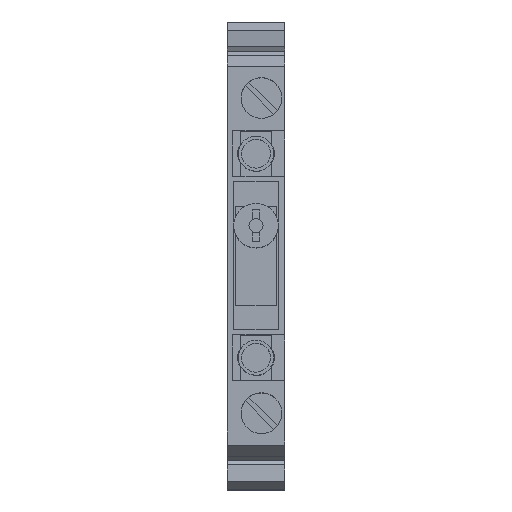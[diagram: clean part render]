
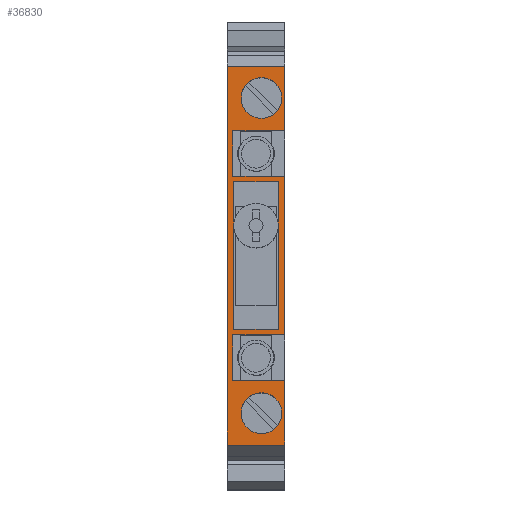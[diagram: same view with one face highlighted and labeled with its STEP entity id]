
A CAD part, top view. The second image highlights one B-rep face of the part: STEP entity #36830.
In plain terms, the highlighted face is planar.
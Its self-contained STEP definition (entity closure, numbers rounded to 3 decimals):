
#1230=CARTESIAN_POINT('',(-168.126,4.55,8.15));
#1240=VERTEX_POINT('',#1230);
#1270=CARTESIAN_POINT('',(-127.061,4.55,8.15));
#1280=DIRECTION('',(-1.,0.,0.));
#1290=VECTOR('',#1280,1.);
#1300=LINE('',#1270,#1290);
#1310=CARTESIAN_POINT('',(-158.951,4.55,8.15));
#1320=VERTEX_POINT('',#1310);
#1330=EDGE_CURVE('',#1320,#1240,#1300,.T.);
#1550=CARTESIAN_POINT('',(-152.451,4.55,8.15));
#1560=VERTEX_POINT('',#1550);
#1590=CARTESIAN_POINT('',(-127.061,4.55,8.15));
#1600=DIRECTION('',(1.,0.,0.));
#1610=VECTOR('',#1600,1.);
#1620=LINE('',#1590,#1610);
#1630=CARTESIAN_POINT('',(-129.931,4.55,8.15));
#1640=VERTEX_POINT('',#1630);
#1650=EDGE_CURVE('',#1560,#1640,#1620,.T.);
#1870=CARTESIAN_POINT('',(-123.431,4.55,8.15));
#1880=VERTEX_POINT('',#1870);
#1910=CARTESIAN_POINT('',(-127.061,4.55,8.15));
#1920=DIRECTION('',(1.,0.,0.));
#1930=VECTOR('',#1920,1.);
#1940=LINE('',#1910,#1930);
#1950=CARTESIAN_POINT('',(-114.255,4.55,8.15));
#1960=VERTEX_POINT('',#1950);
#1970=EDGE_CURVE('',#1880,#1960,#1940,.T.);
#9270=CARTESIAN_POINT('',(-164.356,4.55,7.65));
#9280=VERTEX_POINT('',#9270);
#9310=CARTESIAN_POINT('',(-163.601,4.55,4.85));
#9320=DIRECTION('',(0.,-1.,0.));
#9330=DIRECTION('',(1.,0.,0.));
#9340=AXIS2_PLACEMENT_3D('',#9310,#9320,#9330);
#9350=CIRCLE('',#9340,2.9);
#9360=CARTESIAN_POINT('',(-164.356,4.55,2.05));
#9370=VERTEX_POINT('',#9360);
#9380=EDGE_CURVE('',#9280,#9370,#9350,.T.);
#10400=CARTESIAN_POINT('',(-168.126,4.55,
0.));
#10410=VERTEX_POINT('',#10400);
#10440=CARTESIAN_POINT('',(-168.126,4.55,8.15));
#10450=DIRECTION('',(0.,0.,-1.));
#10460=VECTOR('',#10450,1.);
#10470=LINE('',#10440,#10460);
#10480=EDGE_CURVE('',#1240,#10410,#10470,.T.);
#12430=CARTESIAN_POINT('',(-114.255,4.55,8.15));
#12440=DIRECTION('',(0.,0.,1.));
#12450=VECTOR('',#12440,1.);
#12460=LINE('',#12430,#12450);
#12470=CARTESIAN_POINT('',(-114.255,4.55,
0.));
#12480=VERTEX_POINT('',#12470);
#12490=EDGE_CURVE('',#12480,#1960,#12460,.T.);
#15210=CARTESIAN_POINT('',(-152.451,4.55,0.775));
#15220=VERTEX_POINT('',#15210);
#15370=CARTESIAN_POINT('',(-158.951,4.55,0.775));
#15380=VERTEX_POINT('',#15370);
#15410=CARTESIAN_POINT('',(-127.061,4.55,0.775));
#15420=DIRECTION('',(-1.,0.,0.));
#15430=VECTOR('',#15420,1.);
#15440=LINE('',#15410,#15430);
#15450=EDGE_CURVE('',#15220,#15380,#15440,.T.);
#15950=CARTESIAN_POINT('',(-152.451,4.55,8.15));
#15960=DIRECTION('',(0.,0.,-1.));
#15970=VECTOR('',#15960,1.);
#15980=LINE('',#15950,#15970);
#15990=EDGE_CURVE('',#1560,#15220,#15980,.T.);
#19020=CARTESIAN_POINT('',(-130.691,4.55,8.15));
#19030=DIRECTION('',(0.,0.,1.));
#19040=VECTOR('',#19030,1.);
#19050=LINE('',#19020,#19040);
#19060=CARTESIAN_POINT('',(-130.691,4.55,
0.9));
#19070=VERTEX_POINT('',#19060);
#19080=CARTESIAN_POINT('',(-130.691,4.55,7.25));
#19090=VERTEX_POINT('',#19080);
#19100=EDGE_CURVE('',#19070,#19090,#19050,.T.);
#19660=CARTESIAN_POINT('',(-123.431,4.55,0.775));
#19670=VERTEX_POINT('',#19660);
#19680=CARTESIAN_POINT('',(-129.931,4.55,0.775));
#19690=VERTEX_POINT('',#19680);
#19700=EDGE_CURVE('',#19670,#19690,#15440,.T.);
#20540=CARTESIAN_POINT('',(-151.691,4.55,
0.9));
#20550=VERTEX_POINT('',#20540);
#20580=CARTESIAN_POINT('',(-127.061,4.55,
0.9));
#20590=DIRECTION('',(1.,0.,0.));
#20600=VECTOR('',#20590,1.);
#20610=LINE('',#20580,#20600);
#20620=EDGE_CURVE('',#20550,#19070,#20610,.T.);
#20880=CARTESIAN_POINT('',(-40.87,4.55,2.05));
#20890=DIRECTION('',(-1.,0.,0.));
#20900=VECTOR('',#20890,1.);
#20910=LINE('',#20880,#20900);
#20920=CARTESIAN_POINT('',(-162.846,4.55,2.05));
#20930=VERTEX_POINT('',#20920);
#20940=EDGE_CURVE('',#20930,#9370,#20910,.T.);
#26910=CARTESIAN_POINT('',(-127.061,4.55,
0.));
#26920=DIRECTION('',(-1.,0.,0.));
#26930=VECTOR('',#26920,1.);
#26940=LINE('',#26910,#26930);
#26950=EDGE_CURVE('',#12480,#10410,#26940,.T.);
#27390=CARTESIAN_POINT('',(-127.061,4.55,7.25));
#27400=DIRECTION('',(-1.,0.,0.));
#27410=VECTOR('',#27400,1.);
#27420=LINE('',#27390,#27410);
#27430=CARTESIAN_POINT('',(-151.691,4.55,7.25));
#27440=VERTEX_POINT('',#27430);
#27450=EDGE_CURVE('',#19090,#27440,#27420,.T.);
#28230=CARTESIAN_POINT('',(-163.601,4.55,4.85));
#28240=DIRECTION('',(0.,-1.,0.));
#28250=DIRECTION('',(-1.,0.,0.));
#28260=AXIS2_PLACEMENT_3D('',#28230,#28240,#28250);
#28270=CIRCLE('',#28260,2.9);
#28280=CARTESIAN_POINT('',(-162.846,4.55,7.65));
#28290=VERTEX_POINT('',#28280);
#28300=EDGE_CURVE('',#20930,#28290,#28270,.T.);
#28870=CARTESIAN_POINT('',(-118.026,4.55,7.65));
#28880=VERTEX_POINT('',#28870);
#28910=CARTESIAN_POINT('',(-241.511,4.55,7.65));
#28920=DIRECTION('',(-1.,0.,0.));
#28930=VECTOR('',#28920,1.);
#28940=LINE('',#28910,#28930);
#28950=CARTESIAN_POINT('',(-119.536,4.55,7.65));
#28960=VERTEX_POINT('',#28950);
#28970=EDGE_CURVE('',#28880,#28960,#28940,.T.);
#29760=CARTESIAN_POINT('',(-129.931,4.55,8.15));
#29770=DIRECTION('',(0.,0.,-1.));
#29780=VECTOR('',#29770,1.);
#29790=LINE('',#29760,#29780);
#29800=EDGE_CURVE('',#1640,#19690,#29790,.T.);
#30040=CARTESIAN_POINT('',(-40.87,4.55,7.65));
#30050=DIRECTION('',(1.,0.,0.));
#30060=VECTOR('',#30050,1.);
#30070=LINE('',#30040,#30060);
#30080=EDGE_CURVE('',#9280,#28290,#30070,.T.);
#30750=CARTESIAN_POINT('',(-119.536,4.55,2.05));
#30760=VERTEX_POINT('',#30750);
#30790=CARTESIAN_POINT('',(-241.511,4.55,2.05));
#30800=DIRECTION('',(1.,0.,0.));
#30810=VECTOR('',#30800,1.);
#30820=LINE('',#30790,#30810);
#30830=CARTESIAN_POINT('',(-118.026,4.55,2.05));
#30840=VERTEX_POINT('',#30830);
#30850=EDGE_CURVE('',#30760,#30840,#30820,.T.);
#32830=CARTESIAN_POINT('',(-118.781,4.55,4.85));
#32840=DIRECTION('',(0.,1.,0.));
#32850=DIRECTION('',(1.,0.,0.));
#32860=AXIS2_PLACEMENT_3D('',#32830,#32840,#32850);
#32870=CIRCLE('',#32860,2.9);
#32880=EDGE_CURVE('',#30760,#28960,#32870,.T.);
#33900=CARTESIAN_POINT('',(-151.691,4.55,8.15));
#33910=DIRECTION('',(0.,0.,1.));
#33920=VECTOR('',#33910,1.);
#33930=LINE('',#33900,#33920);
#33940=EDGE_CURVE('',#20550,#27440,#33930,.T.);
#36300=CARTESIAN_POINT('',(-141.191,4.55,7.7));
#36310=DIRECTION('',(0.,-1.,0.));
#36320=DIRECTION('',(-1.,0.,0.));
#36330=AXIS2_PLACEMENT_3D('',#36300,#36310,#36320);
#36340=PLANE('',#36330);
#36350=CARTESIAN_POINT('',(-118.781,4.55,4.85));
#36360=DIRECTION('',(0.,1.,0.));
#36370=DIRECTION('',(-1.,0.,0.));
#36380=AXIS2_PLACEMENT_3D('',#36350,#36360,#36370);
#36390=CIRCLE('',#36380,2.9);
#36400=EDGE_CURVE('',#28880,#30840,#36390,.T.);
#36410=ORIENTED_EDGE('',*,*,#36400,.F.);
#36420=ORIENTED_EDGE('',*,*,#30850,.T.);
#36430=ORIENTED_EDGE('',*,*,#32880,.F.);
#36440=ORIENTED_EDGE('',*,*,#28970,.T.);
#36450=EDGE_LOOP('',(#36440,#36430,#36420,#36410));
#36460=FACE_BOUND('',#36450,.T.);
#36470=ORIENTED_EDGE('',*,*,#30080,.F.);
#36480=ORIENTED_EDGE('',*,*,#28300,.T.);
#36490=ORIENTED_EDGE('',*,*,#20940,.F.);
#36500=ORIENTED_EDGE('',*,*,#9380,.T.);
#36510=EDGE_LOOP('',(#36500,#36490,#36480,#36470));
#36520=FACE_BOUND('',#36510,.T.);
#36530=ORIENTED_EDGE('',*,*,#27450,.T.);
#36540=ORIENTED_EDGE('',*,*,#19100,.T.);
#36550=ORIENTED_EDGE('',*,*,#20620,.T.);
#36560=ORIENTED_EDGE('',*,*,#33940,.F.);
#36570=EDGE_LOOP('',(#36560,#36550,#36540,#36530));
#36580=FACE_BOUND('',#36570,.T.);
#36590=ORIENTED_EDGE('',*,*,#1970,.T.);
#36600=CARTESIAN_POINT('',(-123.431,4.55,8.15));
#36610=DIRECTION('',(0.,0.,-1.));
#36620=VECTOR('',#36610,1.);
#36630=LINE('',#36600,#36620);
#36640=EDGE_CURVE('',#1880,#19670,#36630,.T.);
#36650=ORIENTED_EDGE('',*,*,#36640,.F.);
#36660=ORIENTED_EDGE('',*,*,#19700,.F.);
#36670=ORIENTED_EDGE('',*,*,#29800,.T.);
#36680=ORIENTED_EDGE('',*,*,#1650,.T.);
#36690=ORIENTED_EDGE('',*,*,#15990,.F.);
#36700=ORIENTED_EDGE('',*,*,#15450,.F.);
#36710=CARTESIAN_POINT('',(-158.951,4.55,8.15));
#36720=DIRECTION('',(0.,0.,-1.));
#36730=VECTOR('',#36720,1.);
#36740=LINE('',#36710,#36730);
#36750=EDGE_CURVE('',#1320,#15380,#36740,.T.);
#36760=ORIENTED_EDGE('',*,*,#36750,.T.);
#36770=ORIENTED_EDGE('',*,*,#1330,.F.);
#36780=ORIENTED_EDGE('',*,*,#10480,.F.);
#36790=ORIENTED_EDGE('',*,*,#26950,.T.);
#36800=ORIENTED_EDGE('',*,*,#12490,.F.);
#36810=EDGE_LOOP('',(#36800,#36790,#36780,#36770,#36760,#36700,#36690,
#36680,#36670,#36660,#36650,#36590));
#36820=FACE_OUTER_BOUND('',#36810,.T.);
#36830=ADVANCED_FACE('',(#36460,#36520,#36580,#36820),#36340,.F.);
